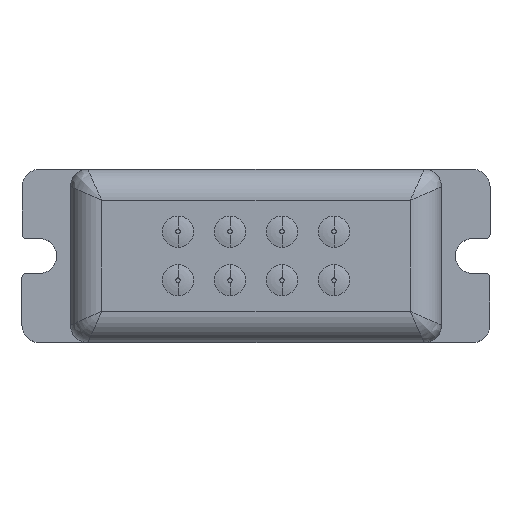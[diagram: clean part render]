
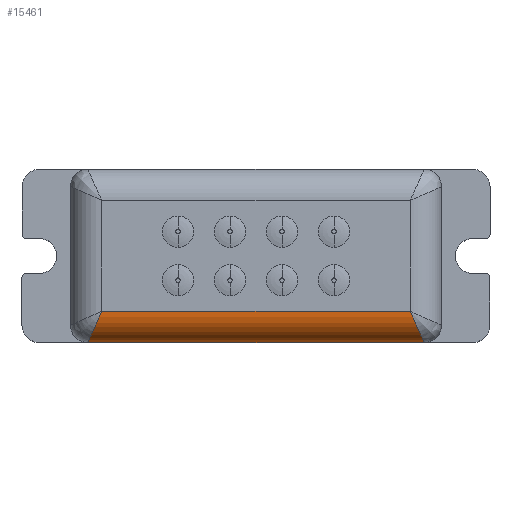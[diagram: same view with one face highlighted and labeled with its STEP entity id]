
A CAD part, top view. The second image highlights one B-rep face of the part: STEP entity #15461.
In plain terms, the highlighted cylindrical face has radius 4.572 mm (diameter 9.144 mm), a partial arc.
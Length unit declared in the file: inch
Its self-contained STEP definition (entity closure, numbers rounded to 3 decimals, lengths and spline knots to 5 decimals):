
#564 = VERTEX_POINT ( 'NONE', #15878 ) ;
#705 = CARTESIAN_POINT ( 'NONE',  ( -0.97, 0.07456, -0.5 ) ) ;
#2731 = VERTEX_POINT ( 'NONE', #24415 ) ;
#3598 = LINE ( 'NONE', #4003, #10723 ) ;
#3709 = VERTEX_POINT ( 'NONE', #15510 ) ;
#4003 = CARTESIAN_POINT ( 'NONE',  ( 0., 0., -0.32 ) ) ;
#4364 = CARTESIAN_POINT ( 'NONE',  ( -0.93686, 0., -0.42544 ) ) ;
#4616 = LINE ( 'NONE', #12744, #18501 ) ;
#5195 = ORIENTED_EDGE ( 'NONE', *, *, #23696, .T. ) ;
#5224 = CARTESIAN_POINT ( 'NONE',  ( 0.97, 0.07456, -0.5 ) ) ;
#6809 = CARTESIAN_POINT ( 'NONE',  ( -0.89, 0., -0.32 ) ) ;
#7314 = CARTESIAN_POINT ( 'NONE',  ( -1.07, 0.18, -0.32 ) ) ;
#7351 = EDGE_CURVE ( 'NONE', #3709, #2731, #18662, .T. ) ;
#7520 = CARTESIAN_POINT ( 'NONE',  ( 0.89, 0., -0.32 ) ) ;
#8409 =( BOUNDED_CURVE ( )  B_SPLINE_CURVE ( 3, ( #6809, #4364, #705, #20860 ),
 .UNSPECIFIED., .F., .T. ) 
 B_SPLINE_CURVE_WITH_KNOTS ( ( 4, 4 ),
 ( 4.71239, 6.28319 ),
 .UNSPECIFIED. ) 
 CURVE ( )  GEOMETRIC_REPRESENTATION_ITEM ( )  RATIONAL_B_SPLINE_CURVE ( ( 1., 0.805, 0.805, 1. ) ) 
 REPRESENTATION_ITEM ( '' )  );
#9993 = AXIS2_PLACEMENT_3D ( 'NONE', #7314, #23546, #23413 ) ;
#10723 = VECTOR ( 'NONE', #18195, 39.37008 ) ;
#11247 = FACE_OUTER_BOUND ( 'NONE', #21166, .T. ) ;
#11675 = EDGE_CURVE ( 'NONE', #15434, #3709, #3598, .T. ) ;
#12744 = CARTESIAN_POINT ( 'NONE',  ( -1.07, 0.18, -0.5 ) ) ;
#13865 = CARTESIAN_POINT ( 'NONE',  ( 0.93686, 0., -0.42544 ) ) ;
#15247 = ORIENTED_EDGE ( 'NONE', *, *, #23532, .F. ) ;
#15434 = VERTEX_POINT ( 'NONE', #21773 ) ;
#15461 = ADVANCED_FACE ( 'NONE', ( #11247 ), #21635, .T. ) ;
#15510 = CARTESIAN_POINT ( 'NONE',  ( 0.89, 0., -0.32 ) ) ;
#15878 = CARTESIAN_POINT ( 'NONE',  ( -0.97, 0.18, -0.5 ) ) ;
#16797 = ORIENTED_EDGE ( 'NONE', *, *, #7351, .F. ) ;
#18195 = DIRECTION ( 'NONE',  ( 1., 0., 0. ) ) ;
#18501 = VECTOR ( 'NONE', #20569, 39.37008 ) ;
#18662 =( BOUNDED_CURVE ( )  B_SPLINE_CURVE ( 3, ( #7520, #13865, #5224, #20212 ),
 .UNSPECIFIED., .F., .T. ) 
 B_SPLINE_CURVE_WITH_KNOTS ( ( 4, 4 ),
 ( 4.71239, 6.28319 ),
 .UNSPECIFIED. ) 
 CURVE ( )  GEOMETRIC_REPRESENTATION_ITEM ( )  RATIONAL_B_SPLINE_CURVE ( ( 1., 0.805, 0.805, 1. ) ) 
 REPRESENTATION_ITEM ( '' )  );
#20212 = CARTESIAN_POINT ( 'NONE',  ( 0.97, 0.18, -0.5 ) ) ;
#20569 = DIRECTION ( 'NONE',  ( -1., 0., 0. ) ) ;
#20860 = CARTESIAN_POINT ( 'NONE',  ( -0.97, 0.18, -0.5 ) ) ;
#21166 = EDGE_LOOP ( 'NONE', ( #5195, #15247, #16797, #25890 ) ) ;
#21635 = CYLINDRICAL_SURFACE ( 'NONE', #9993, 0.18 ) ;
#21773 = CARTESIAN_POINT ( 'NONE',  ( -0.89, 0., -0.32 ) ) ;
#23413 = DIRECTION ( 'NONE',  ( 0., 0., 1. ) ) ;
#23532 = EDGE_CURVE ( 'NONE', #2731, #564, #4616, .T. ) ;
#23546 = DIRECTION ( 'NONE',  ( -1., 0., 0. ) ) ;
#23696 = EDGE_CURVE ( 'NONE', #15434, #564, #8409, .T. ) ;
#24415 = CARTESIAN_POINT ( 'NONE',  ( 0.97, 0.18, -0.5 ) ) ;
#25890 = ORIENTED_EDGE ( 'NONE', *, *, #11675, .F. ) ;
